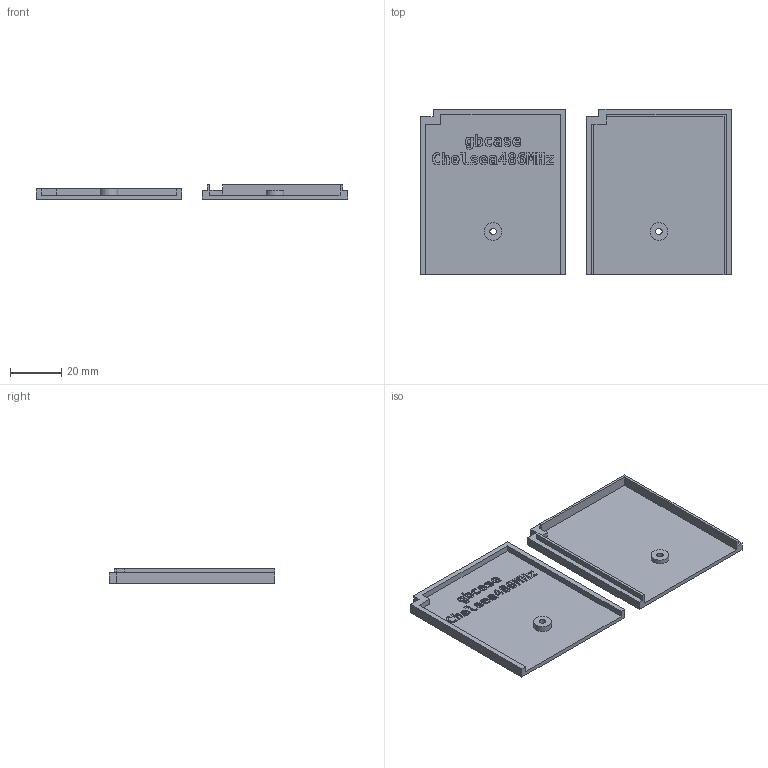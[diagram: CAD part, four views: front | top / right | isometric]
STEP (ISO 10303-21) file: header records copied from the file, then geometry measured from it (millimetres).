
FILE_DESCRIPTION(/* description */ (''),/* implementation_level */ '2;1');
FILE_NAME(/* name */ 'gbcase.step',/* time_stamp */ '2022-06-01T16:32:48+02:00',/* author */ (''),/* organization */ (''),/* preprocessor_version */ 'ST-DEVELOPER v18.1',/* originating_system */ 'Autodesk Translation Framework v10.14.0.1471',/* authorisation */ '');
FILE_SCHEMA (('AUTOMOTIVE_DESIGN { 1 0 10303 214 3 1 1 }'));
Length unit declared in the file: millimetre
Products named in the file (1): gbcase
Bounding box: 122 x 65 x 5.6 mm (x, y, z)
Volume: 14109.8 mm3; surface area: 18128.5 mm2
Topology: 2 solids, 2 shells, 487 faces, 1348 edges, 898 vertices
Faces by surface type: bspline 302, plane 180, cylinder 5
Full cylindrical faces by diameter (mm): 2.5 x2, 4 x1, 7 x2
Entity records: 18276 total; most frequent: CARTESIAN_POINT 7868, ORIENTED_EDGE 2696, EDGE_CURVE 1348, DIRECTION 1126, VERTEX_POINT 898, LINE 734, VECTOR 734, B_SPLINE_CURVE_WITH_KNOTS 604
